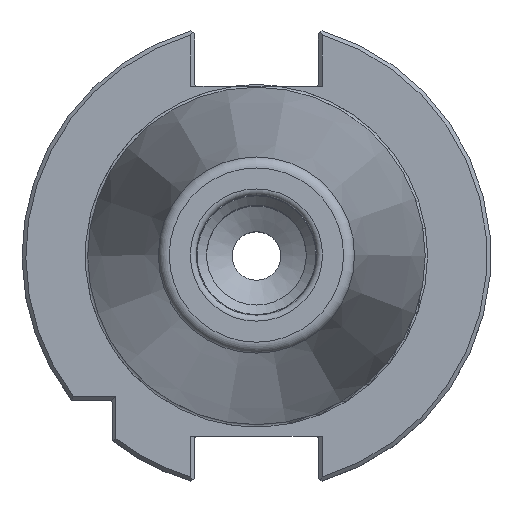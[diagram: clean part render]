
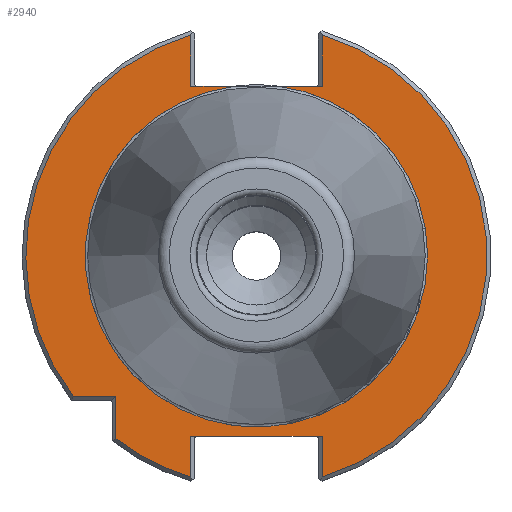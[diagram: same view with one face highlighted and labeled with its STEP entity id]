
A CAD part, top view. The second image highlights one B-rep face of the part: STEP entity #2940.
In plain terms, the highlighted planar face has unit normal (0, 0, 1).
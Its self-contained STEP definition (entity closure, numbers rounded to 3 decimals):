
#54=LINE('',#4264,#150);
#58=LINE('',#4280,#154);
#70=LINE('',#4425,#166);
#75=LINE('',#4439,#171);
#96=LINE('',#4505,#192);
#97=LINE('',#4507,#193);
#98=LINE('',#4509,#194);
#99=LINE('',#4510,#195);
#100=LINE('',#4511,#196);
#150=VECTOR('',#3514,1000.);
#154=VECTOR('',#3524,1000.);
#166=VECTOR('',#3600,1000.);
#171=VECTOR('',#3611,1000.);
#192=VECTOR('',#3670,1000.);
#193=VECTOR('',#3673,1000.);
#194=VECTOR('',#3674,1000.);
#195=VECTOR('',#3675,1000.);
#196=VECTOR('',#3676,1000.);
#328=PLANE('',#3170);
#786=ORIENTED_EDGE('',*,*,#1098,.T.);
#787=ORIENTED_EDGE('',*,*,#1174,.T.);
#788=ORIENTED_EDGE('',*,*,#1175,.F.);
#789=ORIENTED_EDGE('',*,*,#1176,.T.);
#790=ORIENTED_EDGE('',*,*,#1100,.T.);
#791=ORIENTED_EDGE('',*,*,#1144,.T.);
#792=ORIENTED_EDGE('',*,*,#1177,.F.);
#793=ORIENTED_EDGE('',*,*,#1096,.F.);
#794=ORIENTED_EDGE('',*,*,#1178,.F.);
#795=ORIENTED_EDGE('',*,*,#1137,.T.);
#796=ORIENTED_EDGE('',*,*,#1093,.T.);
#797=ORIENTED_EDGE('',*,*,#1092,.T.);
#798=ORIENTED_EDGE('',*,*,#1085,.T.);
#1085=EDGE_CURVE('',#1345,#1344,#54,.T.);
#1092=EDGE_CURVE('',#1348,#1345,#58,.T.);
#1093=EDGE_CURVE('',#1350,#1348,#1504,.T.);
#1096=EDGE_CURVE('',#1352,#1351,#1506,.T.);
#1098=EDGE_CURVE('',#1344,#1353,#1507,.T.);
#1100=EDGE_CURVE('',#1356,#1355,#1508,.T.);
#1137=EDGE_CURVE('',#1379,#1350,#70,.T.);
#1144=EDGE_CURVE('',#1355,#1384,#75,.T.);
#1174=EDGE_CURVE('',#1353,#1402,#96,.T.);
#1175=EDGE_CURVE('',#1403,#1402,#97,.T.);
#1176=EDGE_CURVE('',#1403,#1356,#98,.T.);
#1177=EDGE_CURVE('',#1351,#1384,#99,.T.);
#1178=EDGE_CURVE('',#1379,#1352,#100,.T.);
#1344=VERTEX_POINT('',#4263);
#1345=VERTEX_POINT('',#4265);
#1348=VERTEX_POINT('',#4276);
#1350=VERTEX_POINT('',#4283);
#1351=VERTEX_POINT('',#4290);
#1352=VERTEX_POINT('',#4291);
#1353=VERTEX_POINT('',#4298);
#1355=VERTEX_POINT('',#4306);
#1356=VERTEX_POINT('',#4308);
#1379=VERTEX_POINT('',#4426);
#1384=VERTEX_POINT('',#4438);
#1402=VERTEX_POINT('',#4504);
#1403=VERTEX_POINT('',#4508);
#1504=CIRCLE('',#3117,47.95);
#1506=CIRCLE('',#3120,35.591);
#1507=CIRCLE('',#3122,47.95);
#1508=CIRCLE('',#3124,47.95);
#1671=EDGE_LOOP('',(#786,#787,#788,#789,#790,#791,#792,#793,#794,#795,#796,
#797,#798));
#1857=FACE_BOUND('',#1671,.T.);
#2940=ADVANCED_FACE('',(#1857),#328,.T.);
#3117=AXIS2_PLACEMENT_3D('',#4282,#3527,#3528);
#3120=AXIS2_PLACEMENT_3D('',#4292,#3533,#3534);
#3122=AXIS2_PLACEMENT_3D('',#4299,#3537,#3538);
#3124=AXIS2_PLACEMENT_3D('',#4307,#3541,#3542);
#3170=AXIS2_PLACEMENT_3D('',#4506,#3671,#3672);
#3514=DIRECTION('',(0.,-1.,0.));
#3524=DIRECTION('',(1.,0.,0.));
#3527=DIRECTION('',(0.,0.,1.));
#3528=DIRECTION('',(1.,0.,0.));
#3533=DIRECTION('',(0.,0.,1.));
#3534=DIRECTION('',(1.,0.,0.));
#3537=DIRECTION('',(0.,0.,1.));
#3538=DIRECTION('',(1.,0.,0.));
#3541=DIRECTION('',(0.,0.,1.));
#3542=DIRECTION('',(1.,0.,0.));
#3600=DIRECTION('',(0.,1.,0.));
#3611=DIRECTION('',(0.,-1.,0.));
#3670=DIRECTION('',(0.,1.,0.));
#3671=DIRECTION('',(0.,0.,1.));
#3672=DIRECTION('',(1.,0.,0.));
#3673=DIRECTION('',(-1.,0.,0.));
#3674=DIRECTION('',(0.,-1.,0.));
#3675=DIRECTION('',(1.,0.,0.));
#3676=DIRECTION('',(1.,0.,0.));
#4263=CARTESIAN_POINT('',(-29.2,-38.034,-3.2));
#4264=CARTESIAN_POINT('',(-29.2,-38.616,-3.2));
#4265=CARTESIAN_POINT('',(-29.2,-29.2,-3.2));
#4276=CARTESIAN_POINT('',(-38.034,-29.2,-3.2));
#4280=CARTESIAN_POINT('',(-30.,-29.2,-3.2));
#4282=CARTESIAN_POINT('',(0.,0.,-3.2));
#4283=CARTESIAN_POINT('',(-13.65,45.966,-3.2));
#4290=CARTESIAN_POINT('',(4.543,35.3,-3.2));
#4291=CARTESIAN_POINT('',(-4.543,35.3,-3.2));
#4292=CARTESIAN_POINT('',(0.,0.,-3.2));
#4298=CARTESIAN_POINT('',(-13.65,-45.966,-3.2));
#4299=CARTESIAN_POINT('',(0.,0.,-3.2));
#4306=CARTESIAN_POINT('',(13.65,45.966,-3.2));
#4307=CARTESIAN_POINT('',(0.,0.,-3.2));
#4308=CARTESIAN_POINT('',(13.65,-45.966,-3.2));
#4425=CARTESIAN_POINT('',(-13.65,47.181,-3.2));
#4426=CARTESIAN_POINT('',(-13.65,35.3,-3.2));
#4438=CARTESIAN_POINT('',(13.65,35.3,-3.2));
#4439=CARTESIAN_POINT('',(13.65,35.3,-3.2));
#4504=CARTESIAN_POINT('',(-13.65,-37.5,-3.2));
#4505=CARTESIAN_POINT('',(-13.65,-37.5,-3.2));
#4506=CARTESIAN_POINT('',(35.591,0.,-3.2));
#4507=CARTESIAN_POINT('',(12.85,-37.5,-3.2));
#4508=CARTESIAN_POINT('',(13.65,-37.5,-3.2));
#4509=CARTESIAN_POINT('',(13.65,-47.181,-3.2));
#4510=CARTESIAN_POINT('',(-12.85,35.3,-3.2));
#4511=CARTESIAN_POINT('',(-12.85,35.3,-3.2));
